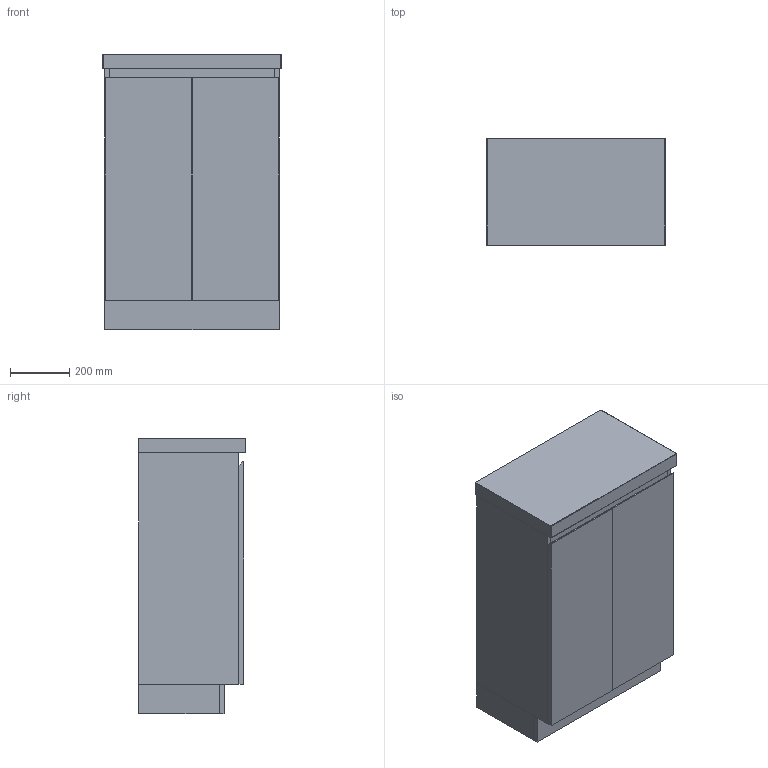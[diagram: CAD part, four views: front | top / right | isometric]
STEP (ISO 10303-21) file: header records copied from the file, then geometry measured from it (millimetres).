
FILE_DESCRIPTION(/* description */ (''),/* implementation_level */ '2;1');
FILE_NAME(/* name */ 'Domaine Ensuite (Floor Mount) 600 (50MM)',/* time_stamp */ '2025-07-09T14:48:57+10:00',/* author */ (''),/* organization */ (''),/* preprocessor_version */ 'ST-DEVELOPER v16.5',/* originating_system */ '',/* authorisation */ '');
FILE_SCHEMA (('AUTOMOTIVE_DESIGN'));
Length unit declared in the file: millimetre
Products named in the file (6): Document; Domaine Ensuite (Floor Mount) 600 (12MM); Blank Ensuite Benchtops (Domaine) ALL45; 600 Ensuite (50MM); Domaine Ensuite FM ALL6; Domaine Ensuite 600 WK23
Assembly tree (5 placements, depth 4):
  Document
    Domaine Ensuite (Floor Mount) 600 (12MM)
      Blank Ensuite Benchtops (Domaine) ALL45
        600 Ensuite (50MM)
      Domaine Ensuite FM ALL6
        Domaine Ensuite 600 WK23
Bounding box: 600 x 360 x 930 mm (x, y, z)
Volume: 32956283.6 mm3; surface area: 4208307.3 mm2
Topology: 8 solids, 8 shells, 73 faces, 156 edges, 96 vertices
Faces by surface type: plane 59, cylinder 10, bspline 4
Entity records: 2098 total; most frequent: CARTESIAN_POINT 682, ORIENTED_EDGE 304, EDGE_CURVE 152, B_SPLINE_CURVE_WITH_KNOTS 136, VERTEX_POINT 96, DIRECTION 95, AXIS2_PLACEMENT_3D 82, EDGE_LOOP 74
